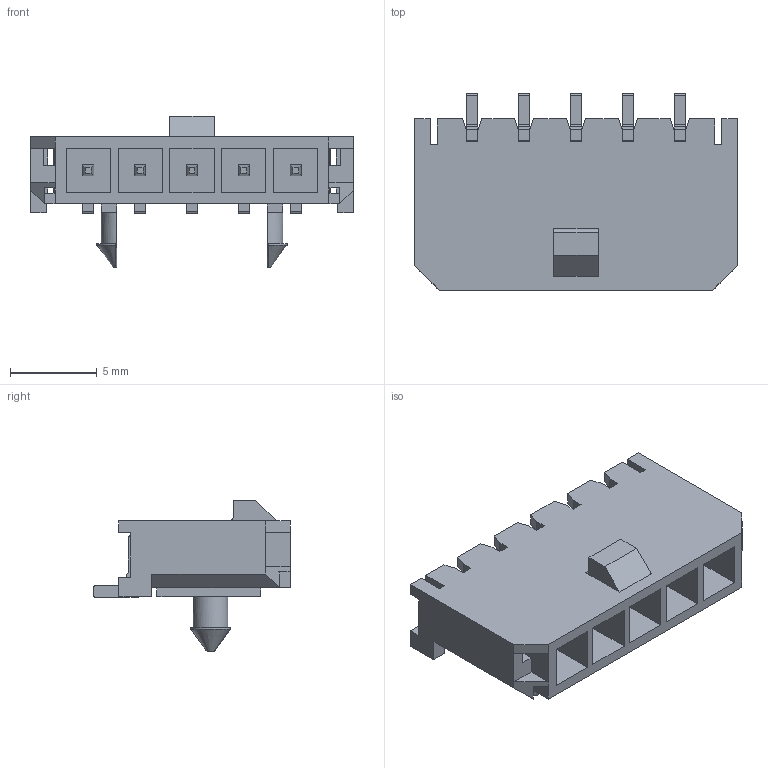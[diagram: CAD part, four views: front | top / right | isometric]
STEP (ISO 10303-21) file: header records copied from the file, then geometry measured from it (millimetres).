
FILE_DESCRIPTION(/* description */ ('Unknown'),/* implementation_level */ '2;1');
FILE_NAME(/* name */ '662105136022',/* time_stamp */ '2016-06-15T15:36:18+02:00',/* author */ ('Unknown'),/* organization */ ('Unknown'),/* preprocessor_version */ 'ST-DEVELOPER v16.7',/* originating_system */ 'DEX',/* authorisation */ $);
FILE_SCHEMA (('AUTOMOTIVE_DESIGN {1 0 10303 214 3 1 1}'));
Length unit declared in the file: millimetre
Products named in the file (3): 6621xx136022; 662105136022
Assembly tree (6 placements, depth 2):
  6621xx136022
    662105136022
    6621xx136022  x5
Bounding box: 18.65 x 11.35 x 8.77 mm (x, y, z)
Volume: 441.8 mm3; surface area: 1312.1 mm2
Topology: 6 solids, 6 shells, 391 faces, 1078 edges, 686 vertices
Faces by surface type: plane 319, cylinder 54, sphere 8, torus 4, bspline 4, cone 2
Entity records: 8848 total; most frequent: CARTESIAN_POINT 1704, ORIENTED_EDGE 1524, DIRECTION 1364, EDGE_CURVE 762, LINE 692, VECTOR 692, VERTEX_POINT 486, AXIS2_PLACEMENT_3D 336
